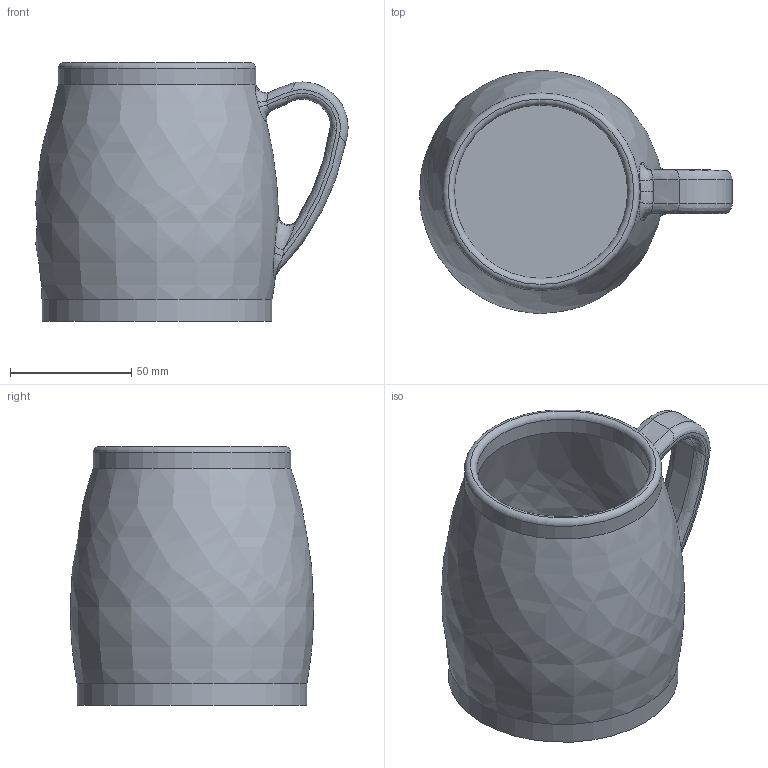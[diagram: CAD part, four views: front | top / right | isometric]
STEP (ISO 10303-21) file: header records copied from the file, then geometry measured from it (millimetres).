
FILE_DESCRIPTION(('Open CASCADE Model'),'2;1');
FILE_NAME('Open CASCADE Shape Model','2026-02-08T23:05:46',('Author'),( 'Open CASCADE'),'Open CASCADE STEP processor 7.8','Open CASCADE 7.8' ,'Unknown');
FILE_SCHEMA(('AUTOMOTIVE_DESIGN { 1 0 10303 214 1 1 1 1 }'));
Length unit declared in the file: millimetre
Products named in the file (1): Open CASCADE STEP translator 7.8 1
Bounding box: 129.02 x 100.51 x 107 mm (x, y, z)
Volume: 191440.7 mm3; surface area: 77024.5 mm2
Topology: 1 solids, 1 shells, 50 faces, 115 edges, 65 vertices
Faces by surface type: bspline 20, revolution 14, cylinder 10, plane 4, torus 2
Full cylindrical faces by diameter (mm): 71.6 x1, 81.6 x1, 85 x1, 95 x1
Entity records: 8188 total; most frequent: CARTESIAN_POINT 6216, DIRECTION 289, ORIENTED_EDGE 230, PCURVE 230, DEFINITIONAL_REPRESENTATION 230, EDGE_CURVE 115, B_SPLINE_CURVE_WITH_KNOTS 113, LINE 111
